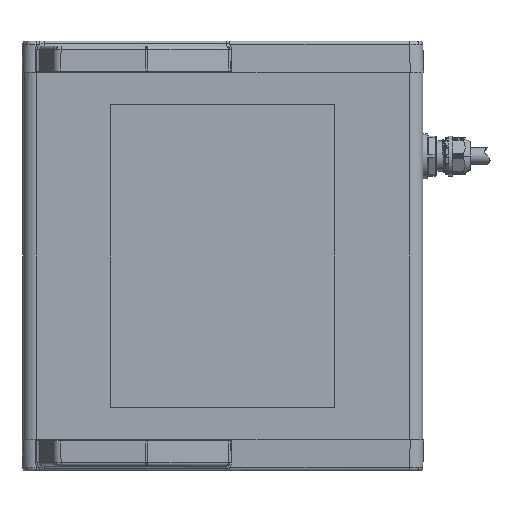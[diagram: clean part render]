
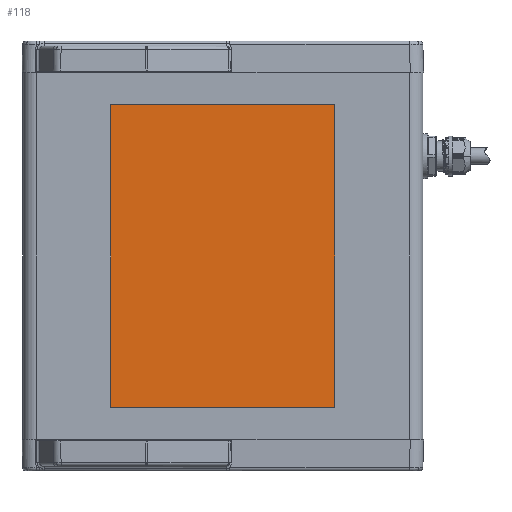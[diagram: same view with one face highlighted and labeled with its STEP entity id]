
A CAD part, front view. The second image highlights one B-rep face of the part: STEP entity #118.
In plain terms, the highlighted planar face has unit normal (0, -1, 0).
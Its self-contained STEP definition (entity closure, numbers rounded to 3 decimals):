
#118 = ADVANCED_FACE ( 'NONE', ( #26601 ), #27008, .F. ) ;
#675 = VECTOR ( 'NONE', #39350, 1000. ) ;
#2277 = LINE ( 'NONE', #20607, #675 ) ;
#5923 = ORIENTED_EDGE ( 'NONE', *, *, #20236, .T. ) ;
#10275 = VECTOR ( 'NONE', #39624, 1000. ) ;
#10733 = CARTESIAN_POINT ( 'NONE',  ( -111., -1.15, -110. ) ) ;
#11268 = DIRECTION ( 'NONE',  ( 0., 0., 1. ) ) ;
#15995 = CARTESIAN_POINT ( 'NONE',  ( 101.25, -1.15, -120.028 ) ) ;
#16275 = VERTEX_POINT ( 'NONE', #10733 ) ;
#16991 = DIRECTION ( 'NONE',  ( 0., 1., 0. ) ) ;
#17085 = CARTESIAN_POINT ( 'NONE',  ( 101.25, -1.15, 110. ) ) ;
#17602 = CARTESIAN_POINT ( 'NONE',  ( -107.25, -1.15, 110. ) ) ;
#20236 = EDGE_CURVE ( 'NONE', #25378, #39559, #24985, .T. ) ;
#20607 = CARTESIAN_POINT ( 'NONE',  ( -107.25, -1.15, -110. ) ) ;
#20707 = ORIENTED_EDGE ( 'NONE', *, *, #38077, .F. ) ;
#21394 = ORIENTED_EDGE ( 'NONE', *, *, #27407, .T. ) ;
#23047 = VERTEX_POINT ( 'NONE', #30249 ) ;
#23553 = VECTOR ( 'NONE', #27863, 1000. ) ;
#24985 = LINE ( 'NONE', #15995, #23553 ) ;
#25378 = VERTEX_POINT ( 'NONE', #27107 ) ;
#26601 = FACE_OUTER_BOUND ( 'NONE', #32954, .T. ) ;
#27008 = PLANE ( 'NONE',  #33169 ) ;
#27107 = CARTESIAN_POINT ( 'NONE',  ( 101.25, -1.15, -110. ) ) ;
#27407 = EDGE_CURVE ( 'NONE', #16275, #25378, #2277, .T. ) ;
#27863 = DIRECTION ( 'NONE',  ( 0., 0., 1. ) ) ;
#30249 = CARTESIAN_POINT ( 'NONE',  ( -111., -1.15, 110. ) ) ;
#30957 = LINE ( 'NONE', #34809, #33172 ) ;
#31072 = LINE ( 'NONE', #33736, #10275 ) ;
#31558 = DIRECTION ( 'NONE',  ( 0., 0., -1. ) ) ;
#32954 = EDGE_LOOP ( 'NONE', ( #21394, #5923, #20707, #34007 ) ) ;
#33169 = AXIS2_PLACEMENT_3D ( 'NONE', #17602, #16991, #11268 ) ;
#33172 = VECTOR ( 'NONE', #31558, 1000. ) ;
#33736 = CARTESIAN_POINT ( 'NONE',  ( -107.25, -1.15, 110. ) ) ;
#34007 = ORIENTED_EDGE ( 'NONE', *, *, #39861, .T. ) ;
#34809 = CARTESIAN_POINT ( 'NONE',  ( -111., -1.15, 124.215 ) ) ;
#38077 = EDGE_CURVE ( 'NONE', #23047, #39559, #31072, .T. ) ;
#39350 = DIRECTION ( 'NONE',  ( 1., 0., 0. ) ) ;
#39559 = VERTEX_POINT ( 'NONE', #17085 ) ;
#39624 = DIRECTION ( 'NONE',  ( 1., 0., 0. ) ) ;
#39861 = EDGE_CURVE ( 'NONE', #23047, #16275, #30957, .T. ) ;
